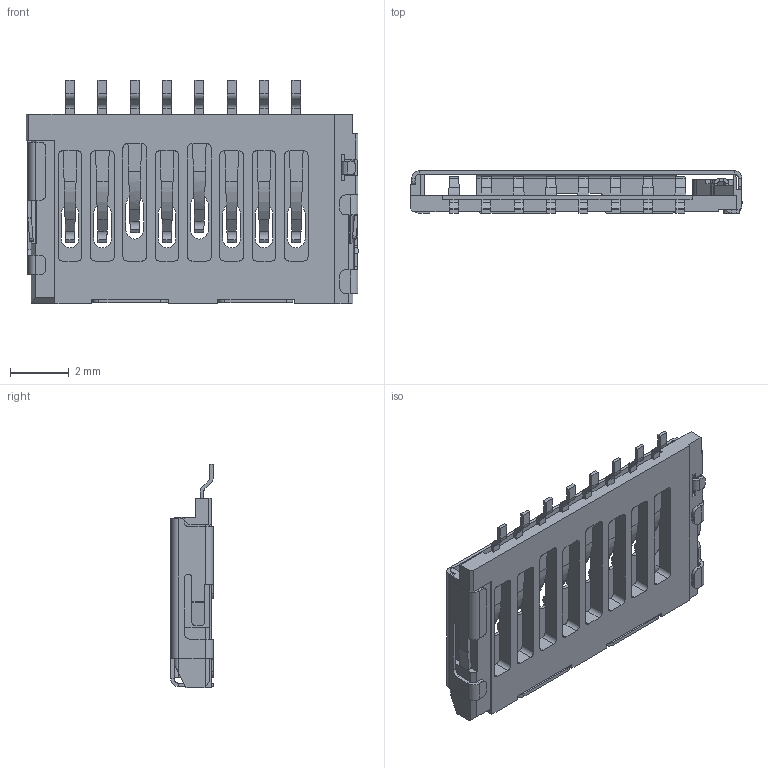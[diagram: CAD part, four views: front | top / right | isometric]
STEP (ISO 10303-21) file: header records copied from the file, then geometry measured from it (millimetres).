
FILE_DESCRIPTION (( 'STEP AP214' ),'1' );
FILE_NAME ('1051620001.STEP','2022-12-29T15:27:56',( '' ),( '' ),'SwSTEP 2.0','SolidWorks 2021','' );
FILE_SCHEMA (( 'AUTOMOTIVE_DESIGN' ));
Length unit declared in the file: millimetre
Products named in the file (1): 1051620001
Bounding box: 11.3 x 1.45 x 7.6 mm (x, y, z)
Volume: 35.5 mm3; surface area: 376.4 mm2
Topology: 11 solids, 11 shells, 627 faces, 1710 edges, 1097 vertices
Faces by surface type: plane 435, cylinder 192
Entity records: 14468 total; most frequent: ORIENTED_EDGE 3420, CARTESIAN_POINT 2593, EDGE_CURVE 1710, LINE 1240, VERTEX_POINT 1088, AXIS2_PLACEMENT_3D 767, EDGE_LOOP 667, FACE_OUTER_BOUND 627
